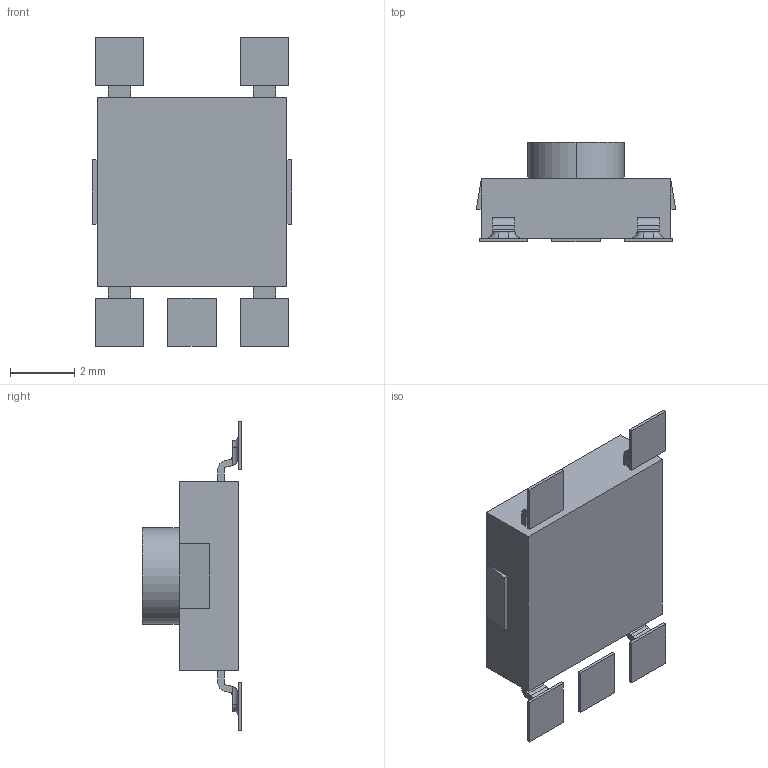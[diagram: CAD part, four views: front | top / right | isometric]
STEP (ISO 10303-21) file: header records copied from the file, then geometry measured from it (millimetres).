
FILE_DESCRIPTION (( 'STEP AP203' ), '1' );
FILE_NAME ('micro RESET CORE.step', '2019-10-07T21:31:38', ( '' ), ( '' ), 'SwSTEP 2.0', 'SolidWorks 2017', '' );
FILE_SCHEMA (( 'CONFIG_CONTROL_DESIGN' ));
Length unit declared in the file: millimetre
Products named in the file (1): micro RESET CORE
Bounding box: 6.2 x 3.1 x 9.6 mm (x, y, z)
Volume: 74.8 mm3; surface area: 158.4 mm2
Topology: 2 solids, 2 shells, 111 faces, 282 edges, 184 vertices
Faces by surface type: plane 73, cylinder 30, torus 8
Entity records: 3427 total; most frequent: CARTESIAN_POINT 618, DIRECTION 566, ORIENTED_EDGE 564, EDGE_CURVE 282, LINE 206, VECTOR 206, VERTEX_POINT 184, AXIS2_PLACEMENT_3D 180
